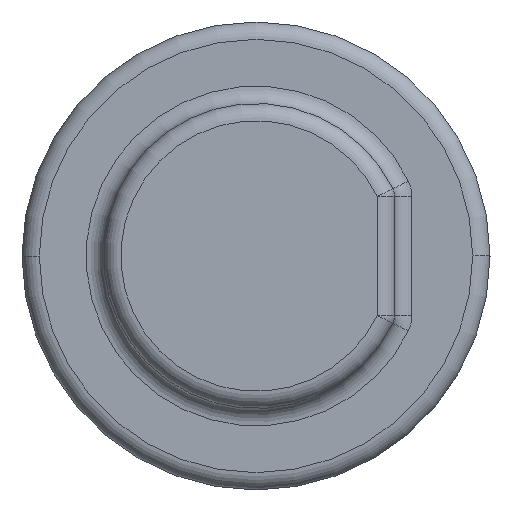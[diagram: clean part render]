
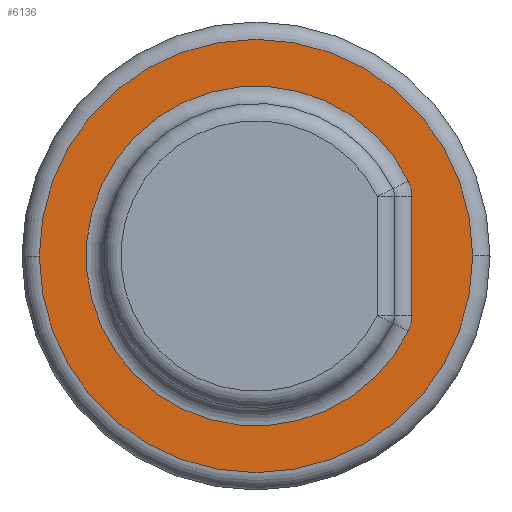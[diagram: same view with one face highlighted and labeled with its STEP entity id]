
A CAD part, left-side view. The second image highlights one B-rep face of the part: STEP entity #6136.
In plain terms, the highlighted planar face has unit normal (-1, 0, 0).
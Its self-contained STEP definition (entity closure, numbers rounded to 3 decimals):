
#75=CARTESIAN_POINT('',(-307.,0.,0.));
#76=DIRECTION('',(1.,0.,0.));
#77=DIRECTION('',(0.,1.,0.));
#78=AXIS2_PLACEMENT_3D('',#75,#76,#77);
#80=CARTESIAN_POINT('',(-307.,0.,0.));
#81=DIRECTION('',(1.,0.,0.));
#82=DIRECTION('',(0.,-1.,0.));
#83=AXIS2_PLACEMENT_3D('',#80,#81,#82);
#85=CARTESIAN_POINT('',(-307.,-7.,3.441));
#86=DIRECTION('',(1.,0.,0.));
#87=DIRECTION('',(0.,-0.897,0.441));
#88=AXIS2_PLACEMENT_3D('',#85,#86,#87);
#90=CARTESIAN_POINT('',(-307.,0.,0.));
#91=DIRECTION('',(1.,0.,0.));
#92=DIRECTION('',(0.,-0.897,-0.441));
#93=AXIS2_PLACEMENT_3D('',#90,#91,#92);
#95=CARTESIAN_POINT('',(-307.,-7.,-3.441));
#96=DIRECTION('',(1.,0.,0.));
#97=DIRECTION('',(0.,-1.,0.));
#98=AXIS2_PLACEMENT_3D('',#95,#96,#97);
#100=DIRECTION('',(0.,0.,-1.));
#101=VECTOR('',#100,6.882);
#102=CARTESIAN_POINT('',(-307.,-9.,3.441));
#103=LINE('',#102,#101);
#5995=CARTESIAN_POINT('',(-307.,12.5,0.));
#5996=CARTESIAN_POINT('',(-307.,-12.5,0.));
#5997=VERTEX_POINT('',#5995);
#5998=VERTEX_POINT('',#5996);
#6003=CARTESIAN_POINT('',(-307.,-8.795,4.323));
#6004=CARTESIAN_POINT('',(-307.,-9.,3.441));
#6005=VERTEX_POINT('',#6003);
#6006=VERTEX_POINT('',#6004);
#6009=CARTESIAN_POINT('',(-307.,-9.,-3.441));
#6010=VERTEX_POINT('',#6009);
#6013=CARTESIAN_POINT('',(-307.,-8.795,-4.323));
#6014=VERTEX_POINT('',#6013);
#6117=CARTESIAN_POINT('',(-307.,0.,0.));
#6118=DIRECTION('',(1.,0.,0.));
#6119=DIRECTION('',(0.,-1.,0.));
#6120=AXIS2_PLACEMENT_3D('',#6117,#6118,#6119);
#6121=PLANE('',#6120);
#6122=ORIENTED_EDGE('',*,*,#6097,.T.);
#6123=ORIENTED_EDGE('',*,*,#6111,.T.);
#6124=EDGE_LOOP('',(#6122,#6123));
#6125=FACE_OUTER_BOUND('',#6124,.F.);
#6127=ORIENTED_EDGE('',*,*,#6126,.F.);
#6129=ORIENTED_EDGE('',*,*,#6128,.F.);
#6131=ORIENTED_EDGE('',*,*,#6130,.F.);
#6133=ORIENTED_EDGE('',*,*,#6132,.F.);
#6134=EDGE_LOOP('',(#6127,#6129,#6131,#6133));
#6135=FACE_BOUND('',#6134,.F.);
#6136=ADVANCED_FACE('',(#6125,#6135),#6121,.F.);
#79=CIRCLE('',#78,12.5);
#84=CIRCLE('',#83,12.5);
#89=CIRCLE('',#88,2.);
#94=CIRCLE('',#93,9.8);
#99=CIRCLE('',#98,2.);
#6097=EDGE_CURVE('',#5997,#5998,#79,.T.);
#6111=EDGE_CURVE('',#5998,#5997,#84,.T.);
#6126=EDGE_CURVE('',#6005,#6006,#89,.T.);
#6128=EDGE_CURVE('',#6014,#6005,#94,.T.);
#6130=EDGE_CURVE('',#6010,#6014,#99,.T.);
#6132=EDGE_CURVE('',#6006,#6010,#103,.T.);
